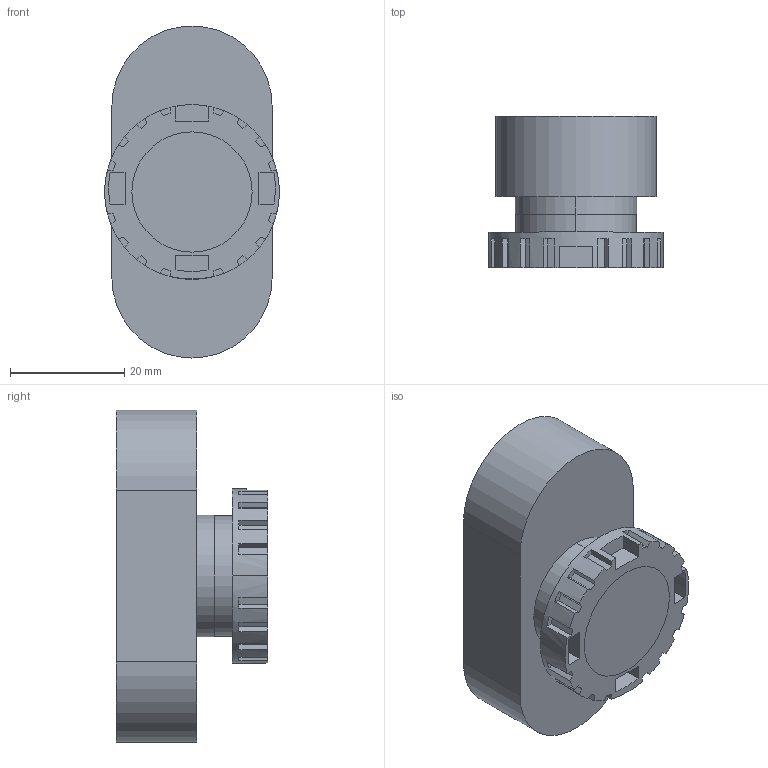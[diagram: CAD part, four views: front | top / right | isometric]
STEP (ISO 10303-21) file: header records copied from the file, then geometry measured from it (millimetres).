
FILE_DESCRIPTION((''),'2;1');
FILE_NAME('CSW-BD_WH_ASM','2022-04-12T10:37:14',('klemen.sitar'),('Audax d.o.o.'),'CREO PARAMETRIC BY PTC INC, 2021304','CREO PARAMETRIC BY PTC INC, 2021304','');
FILE_SCHEMA(('AP242_MANAGED_MODEL_BASED_3D_ENGINEERING_MIM_LF { 1 0 10303 442 1 1 4 }'));
Length unit declared in the file: metre
Products named in the file (3): CSW-BD_WH_1_1; CSW-BD_WH_2; CSW-BD_WH_ASM
Assembly tree (2 placements, depth 2):
  CSW-BD_WH_ASM
    CSW-BD_WH_1_1
    CSW-BD_WH_2
Bounding box: 30.5 x 26.4 x 58 mm (x, y, z)
Volume: 26717.7 mm3; surface area: 7896 mm2
Topology: 2 solids, 2 shells, 115 faces, 319 edges, 217 vertices
Faces by surface type: plane 98, cylinder 17
Entity records: 5195 total; most frequent: CARTESIAN_POINT 720, ORIENTED_EDGE 638, DIRECTION 632, COLOUR_RGB 338, EDGE_CURVE 319, VECTOR 238, LINE 238, VERTEX_POINT 217
